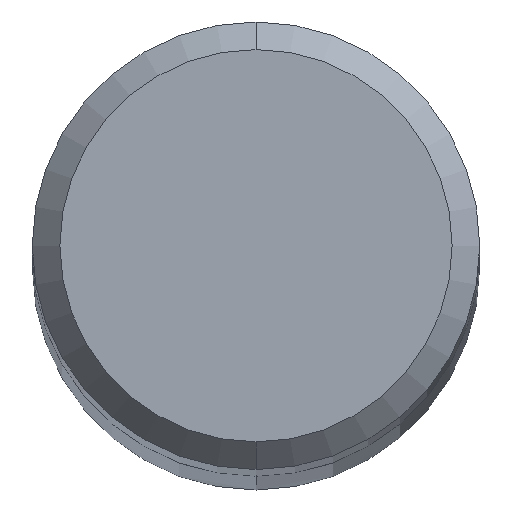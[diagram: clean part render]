
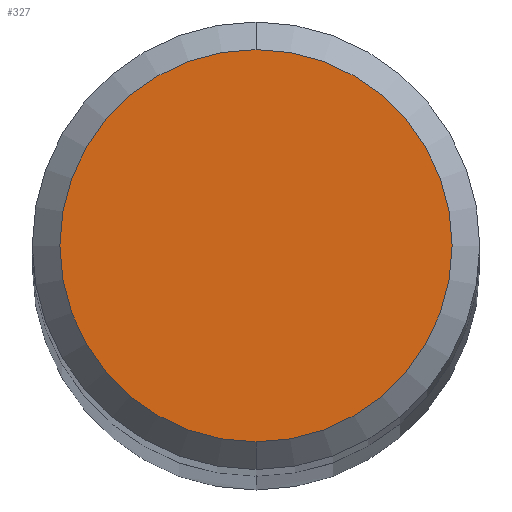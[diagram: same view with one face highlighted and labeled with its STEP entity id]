
A CAD part, top view. The second image highlights one B-rep face of the part: STEP entity #327.
In plain terms, the highlighted planar face has unit normal (0, 0, 1).
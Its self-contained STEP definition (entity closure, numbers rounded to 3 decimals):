
#241=VERTEX_POINT('',#509);
#251=EDGE_CURVE('',#241,#375,#519,.T.);
#327=ADVANCED_FACE('',(#601),#602,.T.);
#375=VERTEX_POINT('',#657);
#387=EDGE_CURVE('',#375,#241,#670,.T.);
#509=CARTESIAN_POINT('',(0.0,3.55,67.0));
#519=CIRCLE('',#903,3.55);
#601=FACE_OUTER_BOUND('',#1122,.T.);
#602=PLANE('',#1123);
#657=CARTESIAN_POINT('',(0.,-3.55,67.0));
#670=CIRCLE('',#1243,3.55);
#903=AXIS2_PLACEMENT_3D('',#1384,#1385,#1386);
#1122=EDGE_LOOP('',(#1465,#1466));
#1123=AXIS2_PLACEMENT_3D('',#1467,#1468,#1469);
#1243=AXIS2_PLACEMENT_3D('',#1559,#1560,#1561);
#1384=CARTESIAN_POINT('',(0.0,0.0,67.0));
#1385=DIRECTION('',(0.0,0.0,-1.0));
#1386=DIRECTION('',(0.0,1.0,0.0));
#1465=ORIENTED_EDGE('',*,*,#251,.F.);
#1466=ORIENTED_EDGE('',*,*,#387,.F.);
#1467=CARTESIAN_POINT('',(0.0,1.775,67.0));
#1468=DIRECTION('',(0.0,0.0,1.0));
#1469=DIRECTION('',(0.0,-1.0,0.0));
#1559=CARTESIAN_POINT('',(0.0,0.0,67.0));
#1560=DIRECTION('',(0.0,0.0,-1.0));
#1561=DIRECTION('',(0.0,1.0,0.0));
